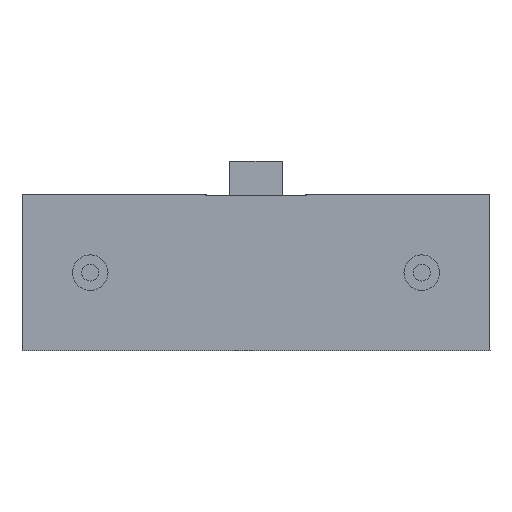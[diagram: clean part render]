
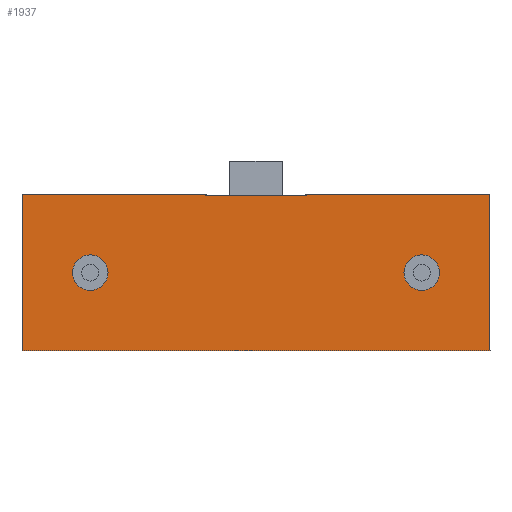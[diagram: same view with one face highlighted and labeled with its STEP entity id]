
A CAD part, front view. The second image highlights one B-rep face of the part: STEP entity #1937.
In plain terms, the highlighted planar face has unit normal (0, -1, 0).
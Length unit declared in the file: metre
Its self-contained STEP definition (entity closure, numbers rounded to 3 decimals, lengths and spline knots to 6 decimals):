
#160=DIRECTION('',(0.,0.,-1.));
#161=VECTOR('',#160,0.0001);
#162=CARTESIAN_POINT('',(-0.004,0.,
0.006175));
#163=LINE('',#162,#161);
#167=DIRECTION('',(1.,0.,0.));
#168=VECTOR('',#167,0.008);
#169=CARTESIAN_POINT('',(-0.004,0.,
0.006075));
#170=LINE('',#169,#168);
#174=DIRECTION('',(0.,0.,1.));
#175=VECTOR('',#174,0.0001);
#176=CARTESIAN_POINT('',(0.004,0.,
0.006075));
#177=LINE('',#176,#175);
#181=DIRECTION('',(0.,0.,-1.));
#182=VECTOR('',#181,0.01235);
#183=CARTESIAN_POINT('',(0.0185,0.,
0.006175));
#184=LINE('',#183,#182);
#188=DIRECTION('',(0.,0.,1.));
#189=VECTOR('',#188,0.01235);
#190=CARTESIAN_POINT('',(-0.0185,0.,-0.006175));
#191=LINE('',#190,#189);
#195=CARTESIAN_POINT('',(-0.0131,0.,0.));
#196=DIRECTION('',(0.,-1.,0.));
#197=DIRECTION('',(0.,0.,1.));
#198=AXIS2_PLACEMENT_3D('',#195,#196,#197);
#203=CARTESIAN_POINT('',(-0.0131,0.,0.));
#204=DIRECTION('',(0.,-1.,0.));
#205=DIRECTION('',(0.,0.,-1.));
#206=AXIS2_PLACEMENT_3D('',#203,#204,#205);
#211=CARTESIAN_POINT('',(0.0131,0.,0.));
#212=DIRECTION('',(0.,-1.,0.));
#213=DIRECTION('',(0.,0.,-1.));
#214=AXIS2_PLACEMENT_3D('',#211,#212,#213);
#219=CARTESIAN_POINT('',(0.0131,0.,0.));
#220=DIRECTION('',(0.,-1.,0.));
#221=DIRECTION('',(0.,0.,1.));
#222=AXIS2_PLACEMENT_3D('',#219,#220,#221);
#241=DIRECTION('',(-1.,0.,0.));
#242=VECTOR('',#241,0.0145);
#243=CARTESIAN_POINT('',(-0.004,0.,
0.006175));
#244=LINE('',#243,#242);
#276=DIRECTION('',(1.,0.,0.));
#277=VECTOR('',#276,0.037);
#278=CARTESIAN_POINT('',(-0.0185,0.,-0.006175));
#279=LINE('',#278,#277);
#692=DIRECTION('',(-1.,0.,0.));
#693=VECTOR('',#692,0.0145);
#694=CARTESIAN_POINT('',(0.0185,0.,
0.006175));
#695=LINE('',#694,#693);
#1587=CARTESIAN_POINT('',(0.0131,0.,-0.0014));
#1588=VERTEX_POINT('',#1587);
#1589=CARTESIAN_POINT('',(0.0131,0.,0.0014));
#1590=VERTEX_POINT('',#1589);
#1591=CARTESIAN_POINT('',(-0.004,0.,
0.006175));
#1592=CARTESIAN_POINT('',(-0.004,0.,
0.006075));
#1593=VERTEX_POINT('',#1591);
#1594=VERTEX_POINT('',#1592);
#1595=CARTESIAN_POINT('',(0.004,0.,
0.006075));
#1596=VERTEX_POINT('',#1595);
#1597=CARTESIAN_POINT('',(0.004,0.,
0.006175));
#1598=VERTEX_POINT('',#1597);
#1599=CARTESIAN_POINT('',(0.0185,0.,
0.006175));
#1600=VERTEX_POINT('',#1599);
#1601=CARTESIAN_POINT('',(0.0185,0.,-0.006175));
#1602=VERTEX_POINT('',#1601);
#1603=CARTESIAN_POINT('',(-0.0185,0.,-0.006175));
#1604=VERTEX_POINT('',#1603);
#1605=CARTESIAN_POINT('',(-0.0185,0.,
0.006175));
#1606=VERTEX_POINT('',#1605);
#1607=CARTESIAN_POINT('',(-0.0131,0.,0.0014));
#1608=CARTESIAN_POINT('',(-0.0131,0.,-0.0014));
#1609=VERTEX_POINT('',#1607);
#1610=VERTEX_POINT('',#1608);
#1904=CARTESIAN_POINT('',(-0.0185,0.,0.006175));
#1905=DIRECTION('',(0.,1.,0.));
#1906=DIRECTION('',(0.,0.,1.));
#1907=AXIS2_PLACEMENT_3D('',#1904,#1905,#1906);
#1908=PLANE('',#1907);
#1910=ORIENTED_EDGE('',*,*,#1909,.T.);
#1912=ORIENTED_EDGE('',*,*,#1911,.T.);
#1914=ORIENTED_EDGE('',*,*,#1913,.T.);
#1916=ORIENTED_EDGE('',*,*,#1915,.F.);
#1918=ORIENTED_EDGE('',*,*,#1917,.T.);
#1920=ORIENTED_EDGE('',*,*,#1919,.F.);
#1922=ORIENTED_EDGE('',*,*,#1921,.T.);
#1924=ORIENTED_EDGE('',*,*,#1923,.F.);
#1925=EDGE_LOOP('',(#1910,#1912,#1914,#1916,#1918,#1920,#1922,#1924));
#1926=FACE_OUTER_BOUND('',#1925,.F.);
#1928=ORIENTED_EDGE('',*,*,#1927,.T.);
#1930=ORIENTED_EDGE('',*,*,#1929,.T.);
#1931=EDGE_LOOP('',(#1928,#1930));
#1932=FACE_BOUND('',#1931,.F.);
#1933=ORIENTED_EDGE('',*,*,#1891,.T.);
#1934=ORIENTED_EDGE('',*,*,#1870,.T.);
#1935=EDGE_LOOP('',(#1933,#1934));
#1936=FACE_BOUND('',#1935,.F.);
#199=CIRCLE('',#198,0.0014);
#207=CIRCLE('',#206,0.0014);
#215=CIRCLE('',#214,0.0014);
#223=CIRCLE('',#222,0.0014);
#1870=EDGE_CURVE('',#1590,#1588,#223,.T.);
#1891=EDGE_CURVE('',#1588,#1590,#215,.T.);
#1909=EDGE_CURVE('',#1593,#1594,#163,.T.);
#1911=EDGE_CURVE('',#1594,#1596,#170,.T.);
#1913=EDGE_CURVE('',#1596,#1598,#177,.T.);
#1915=EDGE_CURVE('',#1600,#1598,#695,.T.);
#1917=EDGE_CURVE('',#1600,#1602,#184,.T.);
#1919=EDGE_CURVE('',#1604,#1602,#279,.T.);
#1921=EDGE_CURVE('',#1604,#1606,#191,.T.);
#1923=EDGE_CURVE('',#1593,#1606,#244,.T.);
#1927=EDGE_CURVE('',#1609,#1610,#199,.T.);
#1929=EDGE_CURVE('',#1610,#1609,#207,.T.);
#1937=ADVANCED_FACE('',(#1926,#1932,#1936),#1908,.F.);
